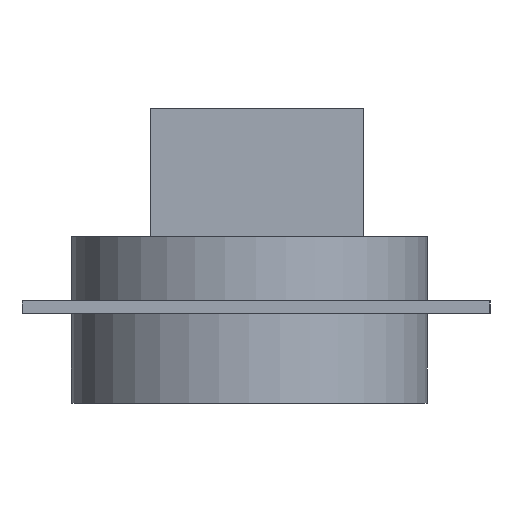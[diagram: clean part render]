
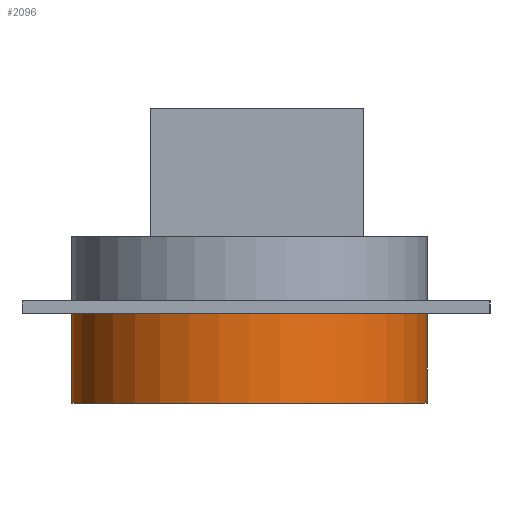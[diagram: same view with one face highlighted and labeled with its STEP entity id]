
A CAD part, left-side view. The second image highlights one B-rep face of the part: STEP entity #2096.
In plain terms, the highlighted cylindrical face has radius 13.9 mm (diameter 27.8 mm), a full revolution.
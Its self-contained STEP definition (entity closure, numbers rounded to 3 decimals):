
#1017 = PLANE('',#1018);
#1018 = AXIS2_PLACEMENT_3D('',#1019,#1020,#1021);
#1019 = CARTESIAN_POINT('',(-24.185,6.389,-1.));
#1020 = DIRECTION('',(-0.,-0.,-1.));
#1021 = DIRECTION('',(-1.,0.,0.));
#1520 = EDGE_CURVE('',#1521,#1521,#1523,.T.);
#1521 = VERTEX_POINT('',#1522);
#1522 = CARTESIAN_POINT('',(-30.7,6.9,-1.));
#1523 = SURFACE_CURVE('',#1524,(#1529,#1540),.PCURVE_S1.);
#1524 = CIRCLE('',#1525,13.9);
#1525 = AXIS2_PLACEMENT_3D('',#1526,#1527,#1528);
#1526 = CARTESIAN_POINT('',(-44.6,6.9,-1.));
#1527 = DIRECTION('',(0.,0.,1.));
#1528 = DIRECTION('',(1.,0.,0.));
#1529 = PCURVE('',#1017,#1530);
#1530 = DEFINITIONAL_REPRESENTATION('',(#1531),#1539);
#1531 = ( BOUNDED_CURVE() B_SPLINE_CURVE(2,(#1532,#1533,#1534,#1535,
#1536,#1537,#1538),.UNSPECIFIED.,.T.,.F.) B_SPLINE_CURVE_WITH_KNOTS((1,2
    ,2,2,2,1),(-2.094,0.,2.094,4.189,
6.283,8.378),.UNSPECIFIED.) CURVE() 
GEOMETRIC_REPRESENTATION_ITEM() RATIONAL_B_SPLINE_CURVE((1.,0.5,1.,0.5,
1.,0.5,1.)) REPRESENTATION_ITEM('') );
#1532 = CARTESIAN_POINT('',(6.515,0.511));
#1533 = CARTESIAN_POINT('',(6.515,24.587));
#1534 = CARTESIAN_POINT('',(27.365,12.549));
#1535 = CARTESIAN_POINT('',(48.215,0.511));
#1536 = CARTESIAN_POINT('',(27.365,-11.526));
#1537 = CARTESIAN_POINT('',(6.515,-23.564));
#1538 = CARTESIAN_POINT('',(6.515,0.511));
#1539 = ( GEOMETRIC_REPRESENTATION_CONTEXT(2) 
PARAMETRIC_REPRESENTATION_CONTEXT() REPRESENTATION_CONTEXT('2D SPACE',''
  ) );
#1540 = PCURVE('',#1541,#1546);
#1541 = CYLINDRICAL_SURFACE('',#1542,13.9);
#1542 = AXIS2_PLACEMENT_3D('',#1543,#1544,#1545);
#1543 = CARTESIAN_POINT('',(-44.6,6.9,5.));
#1544 = DIRECTION('',(0.,0.,1.));
#1545 = DIRECTION('',(1.,0.,0.));
#1546 = DEFINITIONAL_REPRESENTATION('',(#1547),#1551);
#1547 = LINE('',#1548,#1549);
#1548 = CARTESIAN_POINT('',(-6.283,-6.));
#1549 = VECTOR('',#1550,1.);
#1550 = DIRECTION('',(1.,-0.));
#1551 = ( GEOMETRIC_REPRESENTATION_CONTEXT(2) 
PARAMETRIC_REPRESENTATION_CONTEXT() REPRESENTATION_CONTEXT('2D SPACE',''
  ) );
#2096 = ADVANCED_FACE('',(#2097),#1541,.T.);
#2097 = FACE_BOUND('',#2098,.F.);
#2098 = EDGE_LOOP('',(#2099,#2100,#2123,#2150));
#2099 = ORIENTED_EDGE('',*,*,#1520,.T.);
#2100 = ORIENTED_EDGE('',*,*,#2101,.T.);
#2101 = EDGE_CURVE('',#1521,#2102,#2104,.T.);
#2102 = VERTEX_POINT('',#2103);
#2103 = CARTESIAN_POINT('',(-30.7,6.9,-8.));
#2104 = SEAM_CURVE('',#2105,(#2109,#2116),.PCURVE_S1.);
#2105 = LINE('',#2106,#2107);
#2106 = CARTESIAN_POINT('',(-30.7,6.9,5.));
#2107 = VECTOR('',#2108,1.);
#2108 = DIRECTION('',(0.,0.,-1.));
#2109 = PCURVE('',#1541,#2110);
#2110 = DEFINITIONAL_REPRESENTATION('',(#2111),#2115);
#2111 = LINE('',#2112,#2113);
#2112 = CARTESIAN_POINT('',(-6.283,0.));
#2113 = VECTOR('',#2114,1.);
#2114 = DIRECTION('',(-0.,-1.));
#2115 = ( GEOMETRIC_REPRESENTATION_CONTEXT(2) 
PARAMETRIC_REPRESENTATION_CONTEXT() REPRESENTATION_CONTEXT('2D SPACE',''
  ) );
#2116 = PCURVE('',#1541,#2117);
#2117 = DEFINITIONAL_REPRESENTATION('',(#2118),#2122);
#2118 = LINE('',#2119,#2120);
#2119 = CARTESIAN_POINT('',(-0.,0.));
#2120 = VECTOR('',#2121,1.);
#2121 = DIRECTION('',(-0.,-1.));
#2122 = ( GEOMETRIC_REPRESENTATION_CONTEXT(2) 
PARAMETRIC_REPRESENTATION_CONTEXT() REPRESENTATION_CONTEXT('2D SPACE',''
  ) );
#2123 = ORIENTED_EDGE('',*,*,#2124,.T.);
#2124 = EDGE_CURVE('',#2102,#2102,#2125,.T.);
#2125 = SURFACE_CURVE('',#2126,(#2131,#2138),.PCURVE_S1.);
#2126 = CIRCLE('',#2127,13.9);
#2127 = AXIS2_PLACEMENT_3D('',#2128,#2129,#2130);
#2128 = CARTESIAN_POINT('',(-44.6,6.9,-8.));
#2129 = DIRECTION('',(0.,0.,-1.));
#2130 = DIRECTION('',(1.,0.,0.));
#2131 = PCURVE('',#1541,#2132);
#2132 = DEFINITIONAL_REPRESENTATION('',(#2133),#2137);
#2133 = LINE('',#2134,#2135);
#2134 = CARTESIAN_POINT('',(-0.,-13.));
#2135 = VECTOR('',#2136,1.);
#2136 = DIRECTION('',(-1.,0.));
#2137 = ( GEOMETRIC_REPRESENTATION_CONTEXT(2) 
PARAMETRIC_REPRESENTATION_CONTEXT() REPRESENTATION_CONTEXT('2D SPACE',''
  ) );
#2138 = PCURVE('',#2139,#2144);
#2139 = PLANE('',#2140);
#2140 = AXIS2_PLACEMENT_3D('',#2141,#2142,#2143);
#2141 = CARTESIAN_POINT('',(-44.6,6.9,-8.));
#2142 = DIRECTION('',(-0.,-0.,-1.));
#2143 = DIRECTION('',(-1.,0.,0.));
#2144 = DEFINITIONAL_REPRESENTATION('',(#2145),#2149);
#2145 = CIRCLE('',#2146,13.9);
#2146 = AXIS2_PLACEMENT_2D('',#2147,#2148);
#2147 = CARTESIAN_POINT('',(0.,0.));
#2148 = DIRECTION('',(-1.,0.));
#2149 = ( GEOMETRIC_REPRESENTATION_CONTEXT(2) 
PARAMETRIC_REPRESENTATION_CONTEXT() REPRESENTATION_CONTEXT('2D SPACE',''
  ) );
#2150 = ORIENTED_EDGE('',*,*,#2101,.F.);
